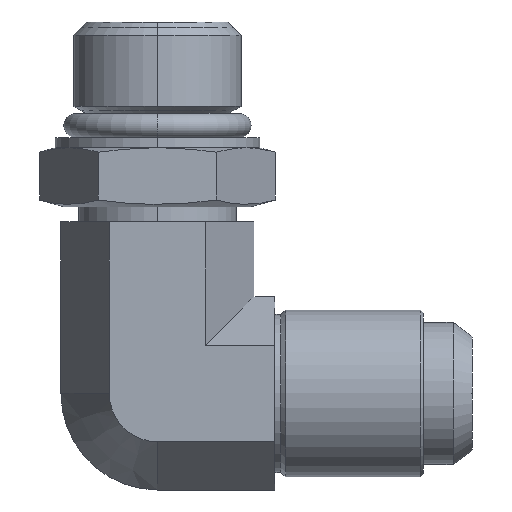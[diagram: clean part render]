
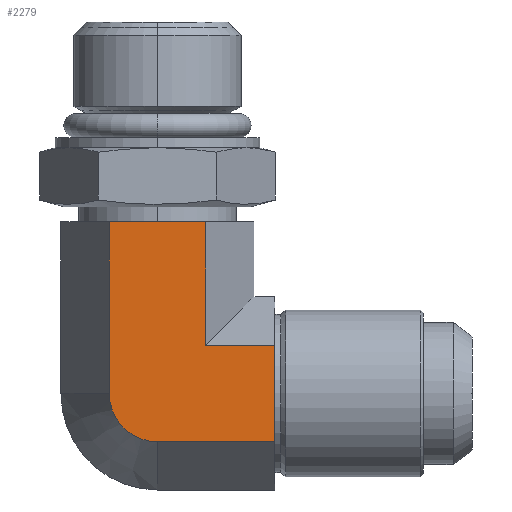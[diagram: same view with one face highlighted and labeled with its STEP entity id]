
A CAD part, front view. The second image highlights one B-rep face of the part: STEP entity #2279.
In plain terms, the highlighted planar face has unit normal (0, -1, 0).
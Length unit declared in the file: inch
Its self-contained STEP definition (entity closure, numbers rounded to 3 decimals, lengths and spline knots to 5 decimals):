
#757=DIRECTION('',(0.,0.,1.));
#758=VECTOR('',#757,0.32476);
#759=CARTESIAN_POINT('',(0.395,-0.28125,-0.16238));
#760=LINE('',#759,#758);
#764=DIRECTION('',(-1.,0.,0.));
#765=VECTOR('',#764,0.395);
#766=CARTESIAN_POINT('',(0.395,-0.28125,-0.16238));
#767=LINE('',#766,#765);
#771=CARTESIAN_POINT('',(0.,-0.28125,0.));
#772=DIRECTION('',(0.,1.,0.));
#773=DIRECTION('',(0.,0.,-1.));
#774=AXIS2_PLACEMENT_3D('',#771,#772,#773);
#779=DIRECTION('',(0.,0.,1.));
#780=VECTOR('',#779,0.5775);
#781=CARTESIAN_POINT('',(-0.16238,-0.28125,0.));
#782=LINE('',#781,#780);
#786=DIRECTION('',(1.,0.,0.));
#787=VECTOR('',#786,0.32476);
#788=CARTESIAN_POINT('',(-0.16238,-0.28125,0.5775));
#789=LINE('',#788,#787);
#1056=DIRECTION('',(-1.,0.,0.));
#1057=VECTOR('',#1056,0.23262);
#1058=CARTESIAN_POINT('',(0.395,-0.28125,0.16238));
#1059=LINE('',#1058,#1057);
#1070=DIRECTION('',(0.,0.,1.));
#1071=VECTOR('',#1070,0.41512);
#1072=CARTESIAN_POINT('',(0.16238,-0.28125,0.16238));
#1073=LINE('',#1072,#1071);
#1438=CARTESIAN_POINT('',(0.,-0.28125,-0.16238));
#1439=CARTESIAN_POINT('',(-0.16238,-0.28125,0.));
#1440=VERTEX_POINT('',#1438);
#1441=VERTEX_POINT('',#1439);
#1442=CARTESIAN_POINT('',(-0.16238,-0.28125,0.5775));
#1443=VERTEX_POINT('',#1442);
#1444=CARTESIAN_POINT('',(0.16238,-0.28125,0.5775));
#1445=VERTEX_POINT('',#1444);
#1446=CARTESIAN_POINT('',(0.16238,-0.28125,0.16238));
#1447=VERTEX_POINT('',#1446);
#1597=CARTESIAN_POINT('',(0.395,-0.28125,-0.16238));
#1598=CARTESIAN_POINT('',(0.395,-0.28125,0.16238));
#1599=VERTEX_POINT('',#1597);
#1600=VERTEX_POINT('',#1598);
#2259=CARTESIAN_POINT('',(0.16238,-0.28125,0.5775));
#2260=DIRECTION('',(0.,-1.,0.));
#2261=DIRECTION('',(-1.,0.,0.));
#2262=AXIS2_PLACEMENT_3D('',#2259,#2260,#2261);
#2263=PLANE('',#2262);
#2265=ORIENTED_EDGE('',*,*,#2264,.F.);
#2267=ORIENTED_EDGE('',*,*,#2266,.T.);
#2269=ORIENTED_EDGE('',*,*,#2268,.T.);
#2271=ORIENTED_EDGE('',*,*,#2270,.T.);
#2272=ORIENTED_EDGE('',*,*,#2240,.T.);
#2274=ORIENTED_EDGE('',*,*,#2273,.F.);
#2276=ORIENTED_EDGE('',*,*,#2275,.F.);
#2277=EDGE_LOOP('',(#2265,#2267,#2269,#2271,#2272,#2274,#2276));
#2278=FACE_OUTER_BOUND('',#2277,.F.);
#775=CIRCLE('',#774,0.16238);
#2240=EDGE_CURVE('',#1443,#1445,#789,.T.);
#2264=EDGE_CURVE('',#1599,#1600,#760,.T.);
#2266=EDGE_CURVE('',#1599,#1440,#767,.T.);
#2268=EDGE_CURVE('',#1440,#1441,#775,.T.);
#2270=EDGE_CURVE('',#1441,#1443,#782,.T.);
#2273=EDGE_CURVE('',#1447,#1445,#1073,.T.);
#2275=EDGE_CURVE('',#1600,#1447,#1059,.T.);
#2279=ADVANCED_FACE('',(#2278),#2263,.T.);
